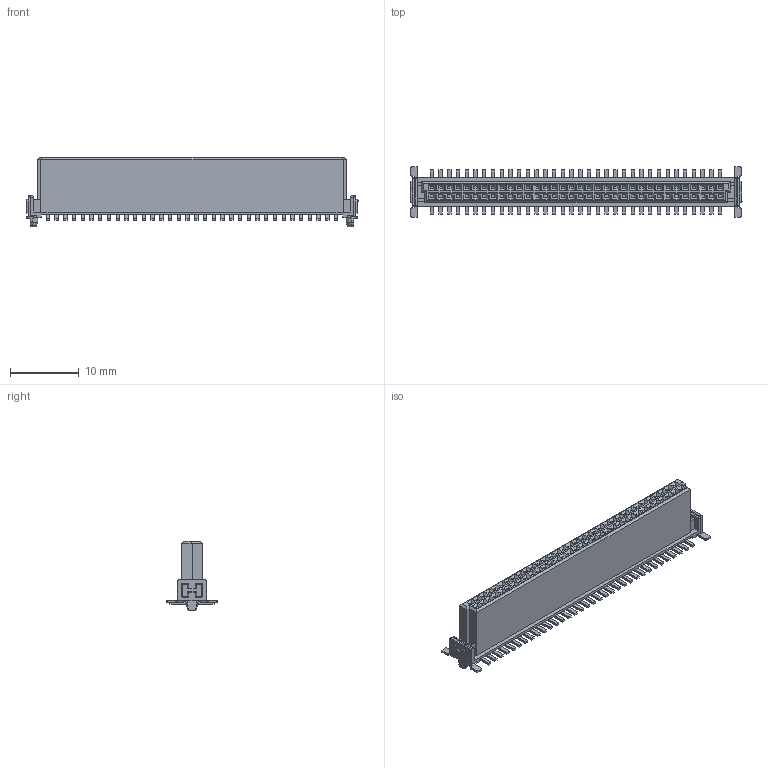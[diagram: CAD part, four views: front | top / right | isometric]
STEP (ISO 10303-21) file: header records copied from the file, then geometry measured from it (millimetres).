
FILE_DESCRIPTION(('CATIA V5 STEP Exchange','CAx-IF Rec.Pracs.--- Model Styling and Organization---1.4--- 2014-01-23'),'2;1');
FILE_NAME ('D1463922_0_2747410000_2747410000.stp','2020-10-05T10:07:58+00:00',('none'),('Weidmueller'),'CATIA Version 5-6 Release 2016 SP3 HF44','CATIA V5 STEP AP214','none');
FILE_SCHEMA(('AUTOMOTIVE_DESIGN { 1 0 10303 214 1 1 1 1 }'));
Products named in the file (1): 2747410000
Bounding box: 48.26 x 7.4 x 10.08 mm (x, y, z)
Volume: 1201.7 mm3; surface area: 1693.5 mm2
Topology: 1 solids, 1 shells, 2048 faces, 5308 edges, 3472 vertices
Faces by surface type: plane 1262, cylinder 412, bspline 216, torus 136, cone 22
Entity records: 81369 total; most frequent: CARTESIAN_POINT 35279, ORIENTED_EDGE 10616, DIRECTION 6853, EDGE_CURVE 5308, VECTOR 3744, LINE 3744, VERTEX_POINT 3472, EDGE_LOOP 2258
